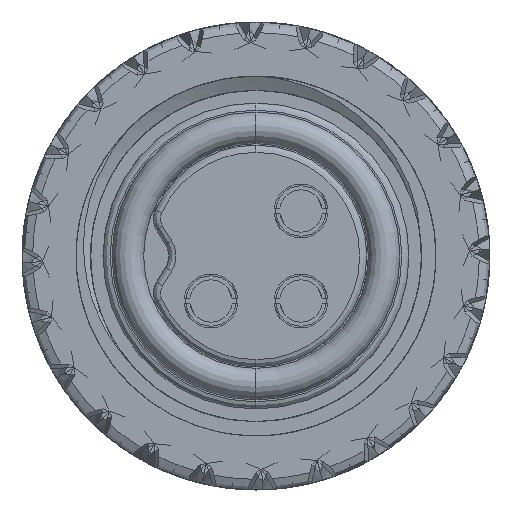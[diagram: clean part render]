
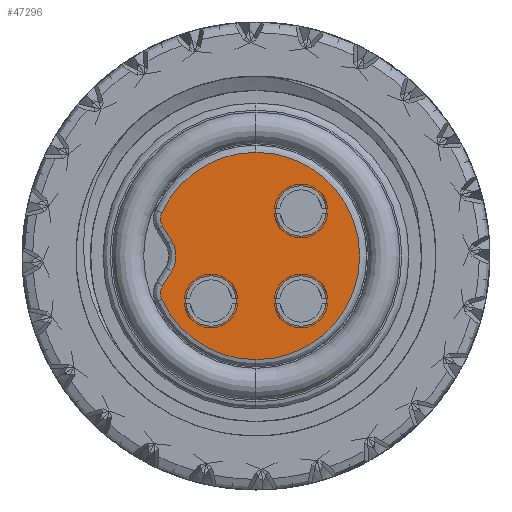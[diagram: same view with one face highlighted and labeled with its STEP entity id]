
A CAD part, left-side view. The second image highlights one B-rep face of the part: STEP entity #47296.
In plain terms, the highlighted planar face has unit normal (-1, 0, 0).
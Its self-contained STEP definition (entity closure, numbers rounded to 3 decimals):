
#195 = EDGE_LOOP ( 'NONE', ( #70122, #1491 ) ) ;
#271 = AXIS2_PLACEMENT_3D ( 'NONE', #15491, #68093, #3995 ) ;
#1491 = ORIENTED_EDGE ( 'NONE', *, *, #53424, .F. ) ;
#2785 = AXIS2_PLACEMENT_3D ( 'NONE', #41548, #47375, #42055 ) ;
#2975 = DIRECTION ( 'NONE',  ( -1., 0., 0. ) ) ;
#3418 = AXIS2_PLACEMENT_3D ( 'NONE', #36858, #42699, #47809 ) ;
#3844 = CARTESIAN_POINT ( 'NONE',  ( 0., -0.625, 0.625 ) ) ;
#3995 = DIRECTION ( 'NONE',  ( 0., 0., -1. ) ) ;
#6063 = VERTEX_POINT ( 'NONE', #68828 ) ;
#6345 = CARTESIAN_POINT ( 'NONE',  ( 0., -0.625, 0.975 ) ) ;
#7035 = AXIS2_PLACEMENT_3D ( 'NONE', #55941, #2975, #62045 ) ;
#7228 = AXIS2_PLACEMENT_3D ( 'NONE', #3844, #21954, #68456 ) ;
#7755 = CARTESIAN_POINT ( 'NONE',  ( 0., 0.625, -0.975 ) ) ;
#8175 = AXIS2_PLACEMENT_3D ( 'NONE', #15724, #61785, #67579 ) ;
#8406 = CARTESIAN_POINT ( 'NONE',  ( 0., 1.297, -0.415 ) ) ;
#8929 = LINE ( 'NONE', #17495, #20802 ) ;
#9048 = AXIS2_PLACEMENT_3D ( 'NONE', #33216, #9226, #73823 ) ;
#9226 = DIRECTION ( 'NONE',  ( -1., 0., 0. ) ) ;
#10241 = EDGE_LOOP ( 'NONE', ( #72262, #23278 ) ) ;
#10567 = AXIS2_PLACEMENT_3D ( 'NONE', #47588, #13385, #70855 ) ;
#11136 = EDGE_CURVE ( 'NONE', #37495, #23556, #8929, .T. ) ;
#11410 = CARTESIAN_POINT ( 'NONE',  ( 0., 1.171, 0.209 ) ) ;
#12358 = FACE_BOUND ( 'NONE', #195, .T. ) ;
#12381 = DIRECTION ( 'NONE',  ( 0., 0., -1. ) ) ;
#13385 = DIRECTION ( 'NONE',  ( -1., 0., 0. ) ) ;
#13828 = EDGE_CURVE ( 'NONE', #64580, #18094, #55108, .T. ) ;
#14170 = AXIS2_PLACEMENT_3D ( 'NONE', #59425, #52562, #18456 ) ;
#15312 = CARTESIAN_POINT ( 'NONE',  ( 0., 0., 1.44 ) ) ;
#15491 = CARTESIAN_POINT ( 'NONE',  ( 0., -0.625, 0.625 ) ) ;
#15724 = CARTESIAN_POINT ( 'NONE',  ( 0., 0., 0. ) ) ;
#15988 = AXIS2_PLACEMENT_3D ( 'NONE', #47313, #24621, #12381 ) ;
#16835 = EDGE_CURVE ( 'NONE', #53884, #63936, #40505, .T. ) ;
#17495 = CARTESIAN_POINT ( 'NONE',  ( 0., 1.297, -0.415 ) ) ;
#17841 = AXIS2_PLACEMENT_3D ( 'NONE', #53970, #48680, #60330 ) ;
#18094 = VERTEX_POINT ( 'NONE', #19734 ) ;
#18456 = DIRECTION ( 'NONE',  ( 0., 0., 1. ) ) ;
#18970 = CARTESIAN_POINT ( 'NONE',  ( 0., -0.625, -0.625 ) ) ;
#19181 = ORIENTED_EDGE ( 'NONE', *, *, #26553, .T. ) ;
#19439 = ORIENTED_EDGE ( 'NONE', *, *, #13828, .T. ) ;
#19618 = PLANE ( 'NONE',  #34282 ) ;
#19734 = CARTESIAN_POINT ( 'NONE',  ( 0., 1.308, 0.603 ) ) ;
#20802 = VECTOR ( 'NONE', #51879, 1000. ) ;
#21954 = DIRECTION ( 'NONE',  ( -1., 0., 0. ) ) ;
#22158 = CIRCLE ( 'NONE', #15988, 0.35 ) ;
#22398 = CIRCLE ( 'NONE', #7035, 0.35 ) ;
#23278 = ORIENTED_EDGE ( 'NONE', *, *, #39846, .F. ) ;
#23556 = VERTEX_POINT ( 'NONE', #8406 ) ;
#24575 = DIRECTION ( 'NONE',  ( -1., 0., 0. ) ) ;
#24621 = DIRECTION ( 'NONE',  ( -1., 0., 0. ) ) ;
#25448 = CARTESIAN_POINT ( 'NONE',  ( 0., 0., 0. ) ) ;
#26289 = CARTESIAN_POINT ( 'NONE',  ( 0., -0.625, 0.275 ) ) ;
#26553 = EDGE_CURVE ( 'NONE', #73848, #39449, #38671, .T. ) ;
#26752 = EDGE_LOOP ( 'NONE', ( #19181, #36297, #19439, #44691, #70725, #27097, #39651, #46227 ) ) ;
#27097 = ORIENTED_EDGE ( 'NONE', *, *, #59560, .T. ) ;
#28998 = EDGE_CURVE ( 'NONE', #63936, #53884, #56589, .T. ) ;
#30408 = CIRCLE ( 'NONE', #7228, 0.35 ) ;
#30478 = CIRCLE ( 'NONE', #10567, 0.2 ) ;
#31274 = VERTEX_POINT ( 'NONE', #50849 ) ;
#31658 = VERTEX_POINT ( 'NONE', #38750 ) ;
#33216 = CARTESIAN_POINT ( 'NONE',  ( 0., 0., 0. ) ) ;
#34282 = AXIS2_PLACEMENT_3D ( 'NONE', #25448, #66128, #48932 ) ;
#34374 = ORIENTED_EDGE ( 'NONE', *, *, #28998, .F. ) ;
#36074 = DIRECTION ( 'NONE',  ( 0., 0., 1. ) ) ;
#36174 = EDGE_CURVE ( 'NONE', #31658, #31274, #72498, .T. ) ;
#36297 = ORIENTED_EDGE ( 'NONE', *, *, #69662, .T. ) ;
#36561 = EDGE_CURVE ( 'NONE', #6063, #64859, #22398, .T. ) ;
#36858 = CARTESIAN_POINT ( 'NONE',  ( 0., 1.512, 0. ) ) ;
#37495 = VERTEX_POINT ( 'NONE', #65889 ) ;
#38671 = CIRCLE ( 'NONE', #8175, 1.44 ) ;
#38750 = CARTESIAN_POINT ( 'NONE',  ( 0., 1.297, 0.415 ) ) ;
#39449 = VERTEX_POINT ( 'NONE', #44079 ) ;
#39651 = ORIENTED_EDGE ( 'NONE', *, *, #11136, .T. ) ;
#39846 = EDGE_CURVE ( 'NONE', #64859, #6063, #22158, .T. ) ;
#40505 = CIRCLE ( 'NONE', #2785, 0.35 ) ;
#40772 = DIRECTION ( 'NONE',  ( 0., -0.522, -0.853 ) ) ;
#40844 = VERTEX_POINT ( 'NONE', #6345 ) ;
#41006 = AXIS2_PLACEMENT_3D ( 'NONE', #18970, #24575, #36074 ) ;
#41548 = CARTESIAN_POINT ( 'NONE',  ( 0., -0.625, -0.625 ) ) ;
#41598 = FACE_OUTER_BOUND ( 'NONE', #26752, .T. ) ;
#42055 = DIRECTION ( 'NONE',  ( 0., 0., 1. ) ) ;
#42699 = DIRECTION ( 'NONE',  ( 1., 0., 0. ) ) ;
#43717 = CARTESIAN_POINT ( 'NONE',  ( 0., -0.625, -0.275 ) ) ;
#44079 = CARTESIAN_POINT ( 'NONE',  ( 0., 0., -1.44 ) ) ;
#44691 = ORIENTED_EDGE ( 'NONE', *, *, #55067, .T. ) ;
#46227 = ORIENTED_EDGE ( 'NONE', *, *, #63544, .T. ) ;
#47038 = ORIENTED_EDGE ( 'NONE', *, *, #16835, .F. ) ;
#47296 = ADVANCED_FACE ( 'NONE', ( #12358, #55162, #70583, #41598 ), #19618, .T. ) ;
#47313 = CARTESIAN_POINT ( 'NONE',  ( 0., 0.625, -0.625 ) ) ;
#47375 = DIRECTION ( 'NONE',  ( -1., 0., 0. ) ) ;
#47588 = CARTESIAN_POINT ( 'NONE',  ( 0., 1.126, 0.519 ) ) ;
#47809 = DIRECTION ( 'NONE',  ( 0., 0., 1. ) ) ;
#48680 = DIRECTION ( 'NONE',  ( -1., 0., 0. ) ) ;
#48932 = DIRECTION ( 'NONE',  ( 0., 0., 1. ) ) ;
#49750 = CIRCLE ( 'NONE', #14170, 1.44 ) ;
#50389 = CARTESIAN_POINT ( 'NONE',  ( 0., 1.308, -0.603 ) ) ;
#50849 = CARTESIAN_POINT ( 'NONE',  ( 0., 1.171, 0.209 ) ) ;
#51879 = DIRECTION ( 'NONE',  ( 0., 0.522, -0.853 ) ) ;
#52562 = DIRECTION ( 'NONE',  ( -1., 0., 0. ) ) ;
#53424 = EDGE_CURVE ( 'NONE', #67502, #40844, #58345, .T. ) ;
#53884 = VERTEX_POINT ( 'NONE', #43717 ) ;
#53970 = CARTESIAN_POINT ( 'NONE',  ( 0., 1.126, -0.519 ) ) ;
#54317 = CIRCLE ( 'NONE', #17841, 0.2 ) ;
#55067 = EDGE_CURVE ( 'NONE', #18094, #31658, #30478, .T. ) ;
#55108 = CIRCLE ( 'NONE', #9048, 1.44 ) ;
#55162 = FACE_BOUND ( 'NONE', #10241, .T. ) ;
#55494 = EDGE_CURVE ( 'NONE', #40844, #67502, #30408, .T. ) ;
#55941 = CARTESIAN_POINT ( 'NONE',  ( 0., 0.625, -0.625 ) ) ;
#56589 = CIRCLE ( 'NONE', #41006, 0.35 ) ;
#57971 = VECTOR ( 'NONE', #40772, 1000. ) ;
#58345 = CIRCLE ( 'NONE', #271, 0.35 ) ;
#59425 = CARTESIAN_POINT ( 'NONE',  ( 0., 0., 0. ) ) ;
#59560 = EDGE_CURVE ( 'NONE', #31274, #37495, #71042, .T. ) ;
#60330 = DIRECTION ( 'NONE',  ( 0., 0., 1. ) ) ;
#61785 = DIRECTION ( 'NONE',  ( -1., 0., 0. ) ) ;
#62045 = DIRECTION ( 'NONE',  ( 0., 0., -1. ) ) ;
#63544 = EDGE_CURVE ( 'NONE', #23556, #73848, #54317, .T. ) ;
#63936 = VERTEX_POINT ( 'NONE', #70598 ) ;
#64580 = VERTEX_POINT ( 'NONE', #15312 ) ;
#64859 = VERTEX_POINT ( 'NONE', #7755 ) ;
#65618 = EDGE_LOOP ( 'NONE', ( #47038, #34374 ) ) ;
#65889 = CARTESIAN_POINT ( 'NONE',  ( 0., 1.171, -0.209 ) ) ;
#66128 = DIRECTION ( 'NONE',  ( -1., 0., 0. ) ) ;
#67502 = VERTEX_POINT ( 'NONE', #26289 ) ;
#67579 = DIRECTION ( 'NONE',  ( 0., 0., 1. ) ) ;
#68093 = DIRECTION ( 'NONE',  ( -1., 0., 0. ) ) ;
#68456 = DIRECTION ( 'NONE',  ( 0., 0., -1. ) ) ;
#68828 = CARTESIAN_POINT ( 'NONE',  ( 0., 0.625, -0.275 ) ) ;
#69662 = EDGE_CURVE ( 'NONE', #39449, #64580, #49750, .T. ) ;
#70122 = ORIENTED_EDGE ( 'NONE', *, *, #55494, .F. ) ;
#70583 = FACE_BOUND ( 'NONE', #65618, .T. ) ;
#70598 = CARTESIAN_POINT ( 'NONE',  ( 0., -0.625, -0.975 ) ) ;
#70725 = ORIENTED_EDGE ( 'NONE', *, *, #36174, .T. ) ;
#70855 = DIRECTION ( 'NONE',  ( 0., 0., 1. ) ) ;
#71042 = CIRCLE ( 'NONE', #3418, 0.4 ) ;
#72262 = ORIENTED_EDGE ( 'NONE', *, *, #36561, .F. ) ;
#72498 = LINE ( 'NONE', #11410, #57971 ) ;
#73823 = DIRECTION ( 'NONE',  ( 0., 0., 1. ) ) ;
#73848 = VERTEX_POINT ( 'NONE', #50389 ) ;
